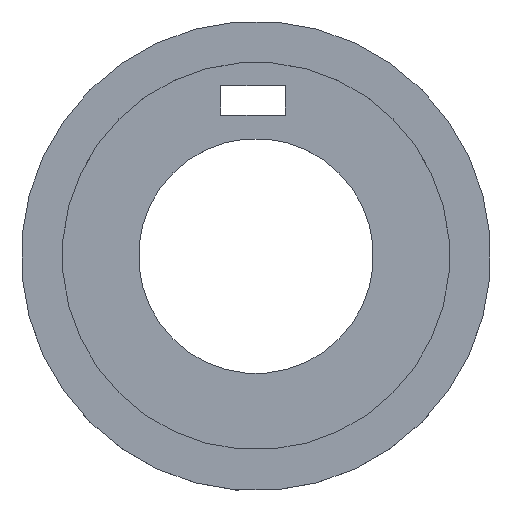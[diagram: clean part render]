
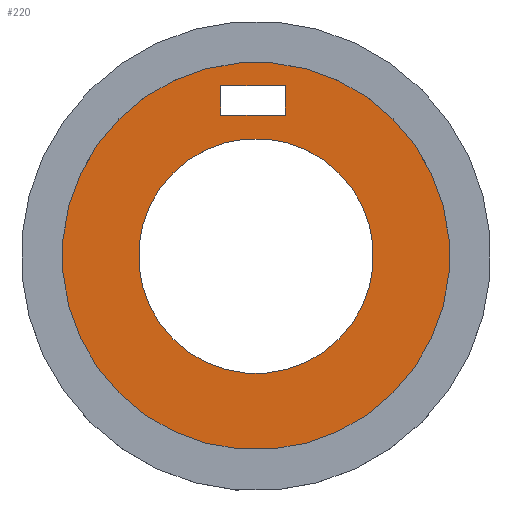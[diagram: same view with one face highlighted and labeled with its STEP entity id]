
A CAD part, top view. The second image highlights one B-rep face of the part: STEP entity #220.
In plain terms, the highlighted planar face has unit normal (0, 0, 1).
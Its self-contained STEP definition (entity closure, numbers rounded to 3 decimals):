
#22=FACE_BOUND('',#60,.T.);
#23=FACE_BOUND('',#61,.T.);
#29=CIRCLE('',#250,20.);
#30=CIRCLE('',#252,33.);
#43=FACE_OUTER_BOUND('',#59,.T.);
#59=EDGE_LOOP('',(#177));
#60=EDGE_LOOP('',(#178,#179,#180,#181));
#61=EDGE_LOOP('',(#182));
#72=LINE('',#337,#89);
#79=LINE('',#355,#96);
#81=LINE('',#359,#98);
#83=LINE('',#362,#100);
#89=VECTOR('',#270,10.);
#96=VECTOR('',#285,10.);
#98=VECTOR('',#289,10.);
#100=VECTOR('',#293,10.);
#106=VERTEX_POINT('',#335);
#107=VERTEX_POINT('',#336);
#114=VERTEX_POINT('',#354);
#115=VERTEX_POINT('',#358);
#116=VERTEX_POINT('',#364);
#117=VERTEX_POINT('',#368);
#124=EDGE_CURVE('',#106,#107,#72,.T.);
#133=EDGE_CURVE('',#114,#106,#79,.T.);
#135=EDGE_CURVE('',#115,#114,#81,.T.);
#137=EDGE_CURVE('',#107,#115,#83,.T.);
#138=EDGE_CURVE('',#116,#116,#29,.T.);
#140=EDGE_CURVE('',#117,#117,#30,.T.);
#177=ORIENTED_EDGE('',*,*,#140,.F.);
#178=ORIENTED_EDGE('',*,*,#137,.T.);
#179=ORIENTED_EDGE('',*,*,#135,.T.);
#180=ORIENTED_EDGE('',*,*,#133,.T.);
#181=ORIENTED_EDGE('',*,*,#124,.T.);
#182=ORIENTED_EDGE('',*,*,#138,.T.);
#210=PLANE('',#251);
#220=ADVANCED_FACE('',(#43,#22,#23),#210,.F.);
#250=AXIS2_PLACEMENT_3D('',#365,#296,#297);
#251=AXIS2_PLACEMENT_3D('',#367,#299,#300);
#252=AXIS2_PLACEMENT_3D('',#369,#301,#302);
#270=DIRECTION('',(1.,0.,0.));
#285=DIRECTION('',(0.,1.,0.));
#289=DIRECTION('',(-1.,0.,0.));
#293=DIRECTION('',(0.,-1.,0.));
#296=DIRECTION('center_axis',(0.,0.,
-1.));
#297=DIRECTION('ref_axis',(-0.966,-0.259,0.));
#299=DIRECTION('center_axis',(0.,0.,
-1.));
#300=DIRECTION('ref_axis',(-0.966,-0.259,0.));
#301=DIRECTION('center_axis',(0.,0.,
-1.));
#302=DIRECTION('ref_axis',(0.966,0.259,0.));
#335=CARTESIAN_POINT('',(-6.,29.,4.5));
#336=CARTESIAN_POINT('',(5.,29.,4.5));
#337=CARTESIAN_POINT('',(-3.,29.,4.5));
#354=CARTESIAN_POINT('',(-6.,24.,4.5));
#355=CARTESIAN_POINT('',(-6.,14.,4.5));
#358=CARTESIAN_POINT('',(5.,24.,4.5));
#359=CARTESIAN_POINT('',(2.5,24.,4.5));
#362=CARTESIAN_POINT('',(5.,14.,4.5));
#364=CARTESIAN_POINT('',(19.319,5.176,4.5));
#365=CARTESIAN_POINT('Origin',(0.,0.,4.5));
#367=CARTESIAN_POINT('Origin',(0.,0.,4.5));
#368=CARTESIAN_POINT('',(-31.876,-8.541,4.5));
#369=CARTESIAN_POINT('Origin',(0.,0.,
4.5));
